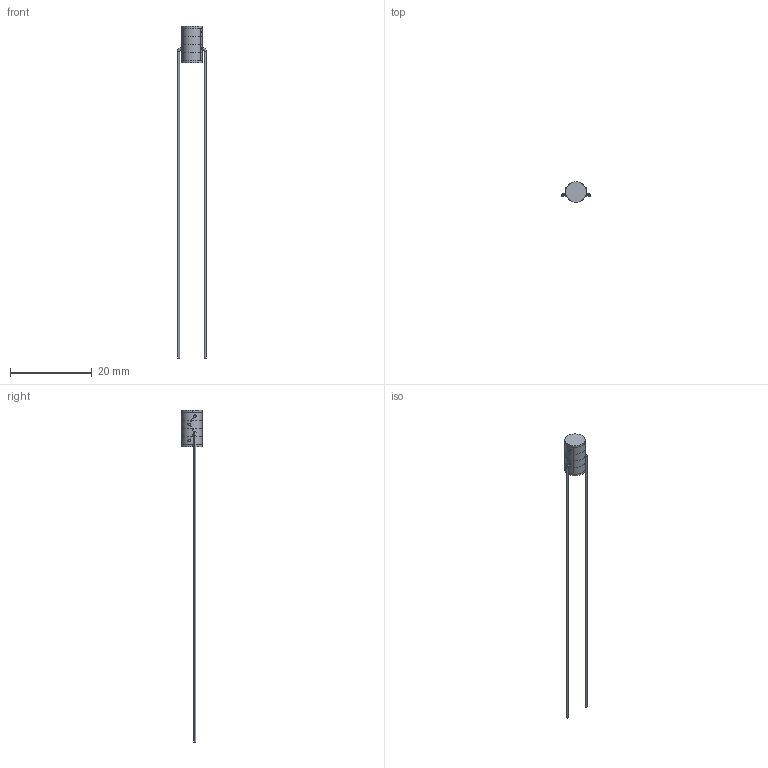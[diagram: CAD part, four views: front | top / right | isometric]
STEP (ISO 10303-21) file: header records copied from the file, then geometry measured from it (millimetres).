
FILE_DESCRIPTION (( 'STEP AP214' ), '1' );
FILE_NAME ('CTN014121.STEP', '2019-05-31T07:40:49', ( '' ), ( '' ), 'SwSTEP 2.0', 'SolidWorks 2018', '' );
FILE_SCHEMA (( 'AUTOMOTIVE_DESIGN' ));
Length unit declared in the file: millimetre
Products named in the file (1): CTN014121
Bounding box: 6.99 x 5 x 81.18 mm (x, y, z)
Volume: 201.8 mm3; surface area: 597.7 mm2
Topology: 7 solids, 7 shells, 122 faces, 318 edges, 206 vertices
Faces by surface type: cylinder 56, plane 42, bspline 18, torus 6
Entity records: 7191 total; most frequent: CARTESIAN_POINT 3562, ORIENTED_EDGE 636, DIRECTION 512, EDGE_CURVE 318, AXIS2_PLACEMENT_3D 211, VERTEX_POINT 206, EDGE_LOOP 124, ADVANCED_FACE 122
